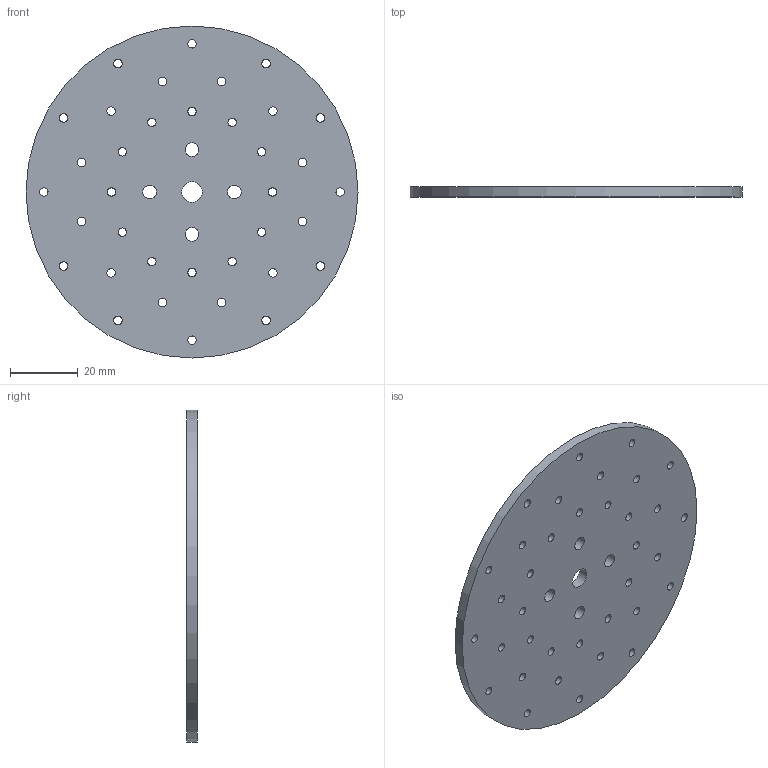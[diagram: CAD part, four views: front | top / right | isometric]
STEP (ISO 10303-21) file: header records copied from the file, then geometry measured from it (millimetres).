
FILE_DESCRIPTION(/* description */ (''),/* implementation_level */ '2;1');
FILE_NAME(/* name */ 'Part12.stp',/* time_stamp */ '2021-05-24T09:34:31+01:00',/* author */ ('dsdan'),/* organization */ (''),/* preprocessor_version */ 'ST-DEVELOPER v18.1',/* originating_system */ 'Autodesk Inventor 2021',/* authorisation */ '');
FILE_SCHEMA (('AUTOMOTIVE_DESIGN { 1 0 10303 214 3 1 1 }'));
Length unit declared in the file: millimetre
Products named in the file (1): Part12
Bounding box: 98 x 3 x 98 mm (x, y, z)
Volume: 21863.1 mm3; surface area: 16554.6 mm2
Topology: 1 solids, 1 shells, 44 faces, 175 edges, 134 vertices
Faces by surface type: cylinder 42, plane 2
Full cylindrical faces by diameter (mm): 2.5 x36, 4 x4, 6 x1, 98 x1
Entity records: 2160 total; most frequent: DIRECTION 396, CARTESIAN_POINT 343, ORIENTED_EDGE 328, AXIS2_PLACEMENT_3D 177, EDGE_CURVE 164, CIRCLE 132, EDGE_LOOP 126, VERTEX_POINT 122
